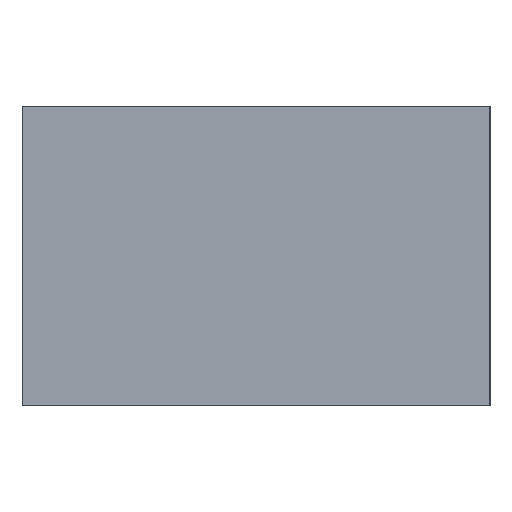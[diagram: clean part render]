
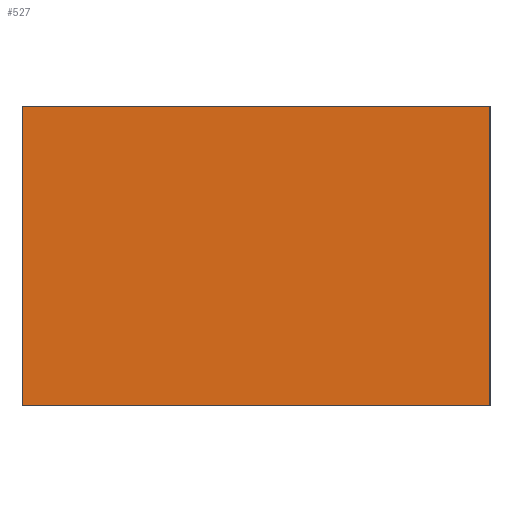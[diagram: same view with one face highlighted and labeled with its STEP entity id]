
A CAD part, left-side view. The second image highlights one B-rep face of the part: STEP entity #527.
In plain terms, the highlighted planar face has unit normal (-1, 0, 0).
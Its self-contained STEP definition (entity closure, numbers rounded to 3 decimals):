
#1 = VERTEX_POINT ( 'NONE', #514 ) ;
#16 = VERTEX_POINT ( 'NONE', #132 ) ;
#25 = PLANE ( 'NONE',  #125 ) ;
#26 = LINE ( 'NONE', #221, #433 ) ;
#32 = LINE ( 'NONE', #87, #98 ) ;
#34 = EDGE_CURVE ( 'NONE', #373, #532, #32, .T. ) ;
#36 = CARTESIAN_POINT ( 'NONE',  ( -25., -25., 32. ) ) ;
#69 = EDGE_LOOP ( 'NONE', ( #199, #396, #388, #307 ) ) ;
#87 = CARTESIAN_POINT ( 'NONE',  ( -25., -25., 0. ) ) ;
#89 = VECTOR ( 'NONE', #504, 1000. ) ;
#96 = DIRECTION ( 'NONE',  ( -1., 0., 0. ) ) ;
#98 = VECTOR ( 'NONE', #228, 1000. ) ;
#125 = AXIS2_PLACEMENT_3D ( 'NONE', #36, #96, #575 ) ;
#132 = CARTESIAN_POINT ( 'NONE',  ( -25., -25., 32. ) ) ;
#167 = LINE ( 'NONE', #550, #89 ) ;
#182 = CARTESIAN_POINT ( 'NONE',  ( -25., 25., 0. ) ) ;
#199 = ORIENTED_EDGE ( 'NONE', *, *, #452, .F. ) ;
#221 = CARTESIAN_POINT ( 'NONE',  ( -25., -25., 32. ) ) ;
#228 = DIRECTION ( 'NONE',  ( 0., 1., 0. ) ) ;
#265 = DIRECTION ( 'NONE',  ( 0., 0., -1. ) ) ;
#307 = ORIENTED_EDGE ( 'NONE', *, *, #34, .F. ) ;
#318 = CARTESIAN_POINT ( 'NONE',  ( -25., -25., 0. ) ) ;
#322 = VECTOR ( 'NONE', #265, 1000. ) ;
#347 = EDGE_CURVE ( 'NONE', #1, #532, #349, .T. ) ;
#349 = LINE ( 'NONE', #359, #322 ) ;
#359 = CARTESIAN_POINT ( 'NONE',  ( -25., 25., 32. ) ) ;
#368 = EDGE_CURVE ( 'NONE', #16, #1, #167, .T. ) ;
#373 = VERTEX_POINT ( 'NONE', #318 ) ;
#388 = ORIENTED_EDGE ( 'NONE', *, *, #347, .T. ) ;
#396 = ORIENTED_EDGE ( 'NONE', *, *, #368, .T. ) ;
#433 = VECTOR ( 'NONE', #523, 1000. ) ;
#452 = EDGE_CURVE ( 'NONE', #16, #373, #26, .T. ) ;
#460 = FACE_OUTER_BOUND ( 'NONE', #69, .T. ) ;
#504 = DIRECTION ( 'NONE',  ( 0., 1., 0. ) ) ;
#514 = CARTESIAN_POINT ( 'NONE',  ( -25., 25., 32. ) ) ;
#523 = DIRECTION ( 'NONE',  ( 0., 0., -1. ) ) ;
#527 = ADVANCED_FACE ( 'NONE', ( #460 ), #25, .T. ) ;
#532 = VERTEX_POINT ( 'NONE', #182 ) ;
#550 = CARTESIAN_POINT ( 'NONE',  ( -25., -25., 32. ) ) ;
#575 = DIRECTION ( 'NONE',  ( 0., 0., 1. ) ) ;
